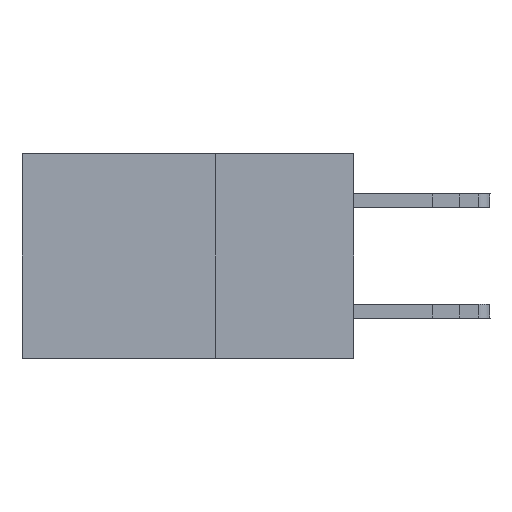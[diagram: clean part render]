
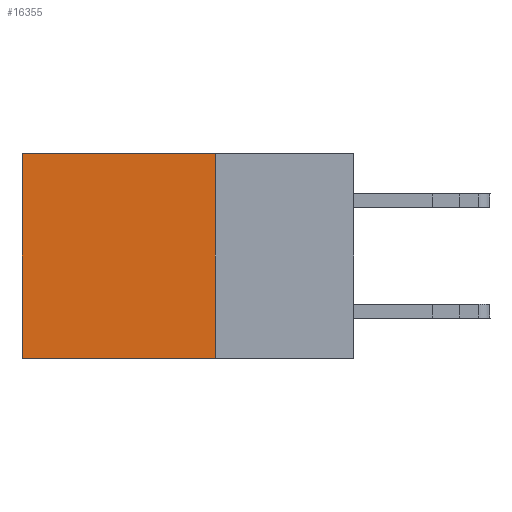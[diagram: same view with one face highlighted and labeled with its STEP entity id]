
A CAD part, left-side view. The second image highlights one B-rep face of the part: STEP entity #16355.
In plain terms, the highlighted planar face has unit normal (-1, 0, 0).
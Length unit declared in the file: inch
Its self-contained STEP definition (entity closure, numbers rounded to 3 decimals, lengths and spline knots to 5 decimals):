
#1251 = CARTESIAN_POINT ( 'NONE',  ( 0.2875, 0.6, 0. ) ) ;
#1516 = LINE ( 'NONE', #22254, #4635 ) ;
#2353 = LINE ( 'NONE', #7769, #11607 ) ;
#2478 = DIRECTION ( 'NONE',  ( 0., 1., 0. ) ) ;
#2840 = CARTESIAN_POINT ( 'NONE',  ( 0.2875, 0.25, -0.37 ) ) ;
#2862 = ORIENTED_EDGE ( 'NONE', *, *, #11711, .T. ) ;
#2929 = CARTESIAN_POINT ( 'NONE',  ( 0.2875, 0.6, -0.37 ) ) ;
#3005 = VECTOR ( 'NONE', #22410, 39.37008 ) ;
#4065 = CARTESIAN_POINT ( 'NONE',  ( 0.2875, 0.25, 0. ) ) ;
#4635 = VECTOR ( 'NONE', #18420, 39.37008 ) ;
#5225 = VECTOR ( 'NONE', #2478, 39.37008 ) ;
#5434 = VERTEX_POINT ( 'NONE', #14156 ) ;
#5719 = EDGE_CURVE ( 'NONE', #16598, #12143, #2353, .T. ) ;
#6301 = DIRECTION ( 'NONE',  ( 0., 0., -1. ) ) ;
#7769 = CARTESIAN_POINT ( 'NONE',  ( 0.2875, 0.6, 0. ) ) ;
#7886 = FACE_OUTER_BOUND ( 'NONE', #17972, .T. ) ;
#7897 = LINE ( 'NONE', #15371, #5225 ) ;
#8495 = AXIS2_PLACEMENT_3D ( 'NONE', #4065, #13663, #19155 ) ;
#9403 = CARTESIAN_POINT ( 'NONE',  ( 0.2875, 0.25, 0. ) ) ;
#11079 = EDGE_CURVE ( 'NONE', #5434, #23585, #14793, .T. ) ;
#11551 = ORIENTED_EDGE ( 'NONE', *, *, #5719, .T. ) ;
#11607 = VECTOR ( 'NONE', #6301, 39.37008 ) ;
#11711 = EDGE_CURVE ( 'NONE', #5434, #16598, #7897, .T. ) ;
#12143 = VERTEX_POINT ( 'NONE', #2929 ) ;
#13482 = ORIENTED_EDGE ( 'NONE', *, *, #11079, .F. ) ;
#13663 = DIRECTION ( 'NONE',  ( 1., 0., 0. ) ) ;
#14156 = CARTESIAN_POINT ( 'NONE',  ( 0.2875, 0.25, 0. ) ) ;
#14793 = LINE ( 'NONE', #9403, #3005 ) ;
#15371 = CARTESIAN_POINT ( 'NONE',  ( 0.2875, 0.25, 0. ) ) ;
#16355 = ADVANCED_FACE ( 'NONE', ( #7886 ), #20626, .F. ) ;
#16598 = VERTEX_POINT ( 'NONE', #1251 ) ;
#17972 = EDGE_LOOP ( 'NONE', ( #11551, #18628, #13482, #2862 ) ) ;
#18420 = DIRECTION ( 'NONE',  ( 0., 1., 0. ) ) ;
#18549 = EDGE_CURVE ( 'NONE', #23585, #12143, #1516, .T. ) ;
#18628 = ORIENTED_EDGE ( 'NONE', *, *, #18549, .F. ) ;
#19155 = DIRECTION ( 'NONE',  ( 0., 0., -1. ) ) ;
#20626 = PLANE ( 'NONE',  #8495 ) ;
#22254 = CARTESIAN_POINT ( 'NONE',  ( 0.2875, 0.25, -0.37 ) ) ;
#22410 = DIRECTION ( 'NONE',  ( 0., 0., -1. ) ) ;
#23585 = VERTEX_POINT ( 'NONE', #2840 ) ;
